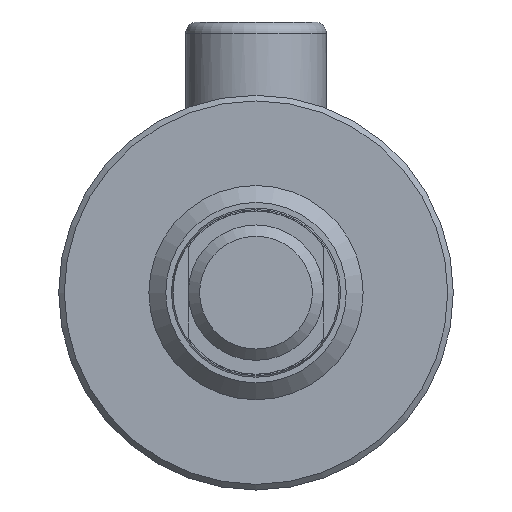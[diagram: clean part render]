
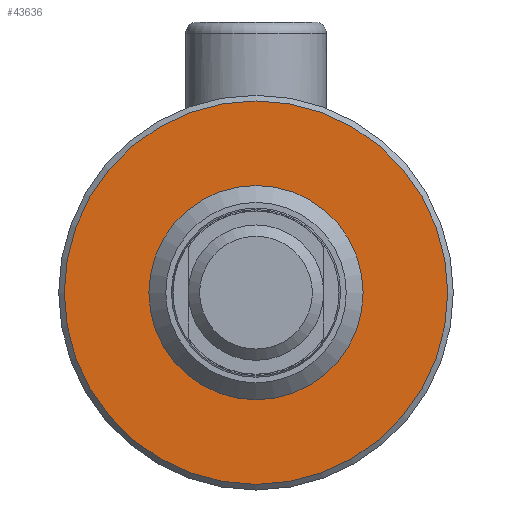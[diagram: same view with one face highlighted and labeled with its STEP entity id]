
A CAD part, front view. The second image highlights one B-rep face of the part: STEP entity #43636.
In plain terms, the highlighted planar face has unit normal (0, -1, 0).
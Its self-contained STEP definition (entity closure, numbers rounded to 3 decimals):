
#43602=CARTESIAN_POINT('',(0.,-277.0,34.));
#43603=VERTEX_POINT('',#43602);
#43604=CARTESIAN_POINT('',(0.0,-277.0,0.));
#43605=DIRECTION('',(0.0,1.0,0.0));
#43606=DIRECTION('',(0.0,0.0,-1.0));
#43607=AXIS2_PLACEMENT_3D('',#43604,#43605,#43606);
#43608=CIRCLE('',#43607,34.);
#43609=EDGE_CURVE('',#43603,#43603,#43608,.T.);
#43617=CARTESIAN_POINT('',(0.0,-277.0,27.));
#43618=DIRECTION('',(0.0,-1.0,0.0));
#43619=DIRECTION('',(0.0,0.0,-1.0));
#43620=AXIS2_PLACEMENT_3D('',#43617,#43618,#43619);
#43621=PLANE('',#43620);
#43622=ORIENTED_EDGE('',*,*,#43609,.F.);
#43623=EDGE_LOOP('',(#43622));
#43624=FACE_OUTER_BOUND('',#43623,.T.);
#43625=CARTESIAN_POINT('',(0.0,-277.0,19.));
#43626=VERTEX_POINT('',#43625);
#43627=CARTESIAN_POINT('',(0.0,-277.0,0.));
#43628=DIRECTION('',(0.0,1.0,0.0));
#43629=DIRECTION('',(0.0,0.0,1.0));
#43630=AXIS2_PLACEMENT_3D('',#43627,#43628,#43629);
#43631=CIRCLE('',#43630,19.);
#43632=EDGE_CURVE('',#43626,#43626,#43631,.T.);
#43633=ORIENTED_EDGE('',*,*,#43632,.T.);
#43634=EDGE_LOOP('',(#43633));
#43635=FACE_BOUND('',#43634,.T.);
#43636=ADVANCED_FACE('',(#43624,#43635),#43621,.T.);
